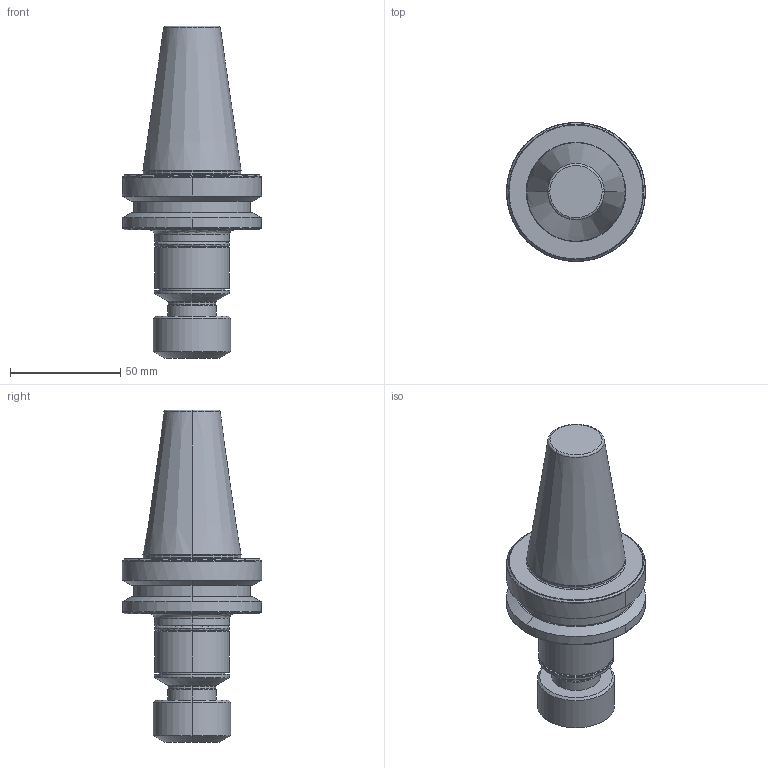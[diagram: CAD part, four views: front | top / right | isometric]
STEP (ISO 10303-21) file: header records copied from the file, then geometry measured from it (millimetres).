
FILE_DESCRIPTION (( 'STEP AP203' ), '1' );
FILE_NAME ('BT40 ER 20 085 AD+B MLC.STEP', '2019-05-25T04:46:27', ( '' ), ( '' ), 'SwSTEP 2.0', 'SolidWorks 2014', '' );
FILE_SCHEMA (( 'CONFIG_CONTROL_DESIGN' ));
Length unit declared in the file: millimetre
Products named in the file (1): BT40 ER 20 085 AD+B MLC
Bounding box: 63 x 63 x 150.4 mm (x, y, z)
Volume: 186316.8 mm3; surface area: 26118.4 mm2
Topology: 2 solids, 2 shells, 89 faces, 204 edges, 126 vertices
Faces by surface type: cone 28, cylinder 24, bspline 22, plane 11, torus 4
Entity records: 4260 total; most frequent: CARTESIAN_POINT 2256, DIRECTION 414, ORIENTED_EDGE 408, EDGE_CURVE 204, AXIS2_PLACEMENT_3D 181, VERTEX_POINT 126, CIRCLE 113, EDGE_LOOP 98
